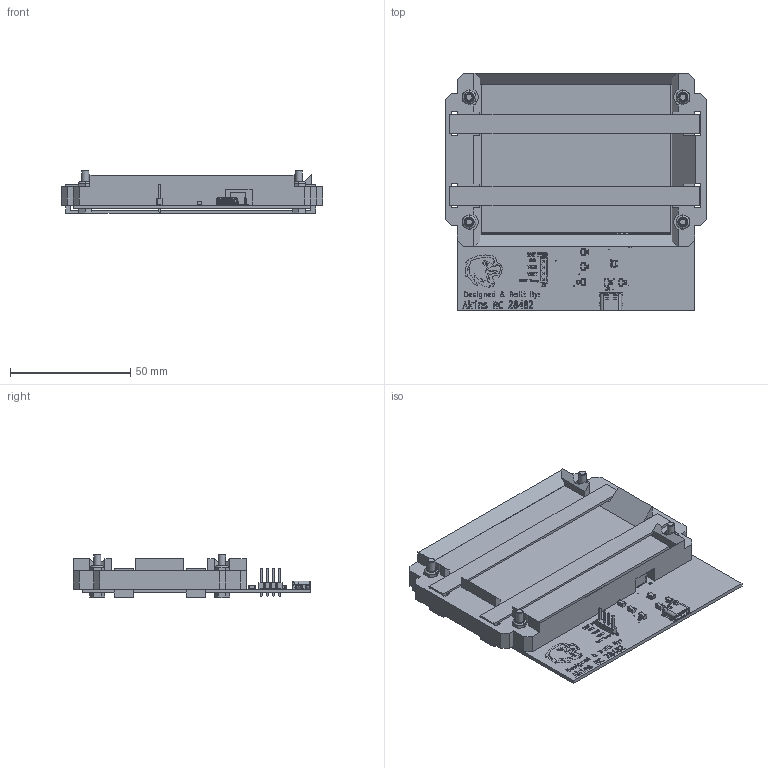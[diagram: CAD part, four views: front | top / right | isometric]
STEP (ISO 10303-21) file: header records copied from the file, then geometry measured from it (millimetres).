
FILE_DESCRIPTION(/* description */ ('STEP AP242 Edition 2','CAx-IF Rec.Pracs.---Representation and Presentation of Product Manufacturing Information (PMI)---4.0---2014-10-13','CAx-IF Rec.Pracs.---3D Tessellated Geometry---0.4---2014-09-14','2;1','CAx-IF Rec.Pracs.---User Defined Attributes---1.5---2016-08-15'),/* implementation_level */ '2;1');
FILE_NAME(/* name */ '692cfda25d2ae070ebc2a27b',/* time_stamp */ '2025-12-01T02:29:56Z',/* author */ (''),/* organization */ (''),/* preprocessor_version */ 'ST-DEVELOPER v20',/* originating_system */ 'ONSHAPE BY PTC INC, 1.207',/* authorisation */ ' ');
FILE_SCHEMA (('AP242_MANAGED_MODEL_BASED_3D_ENGINEERING_MIM_LF { 1 0 10303 442 3 1 4 }'));
Products named in the file (163): Full Assembly Fixed; REV-41-1360; REV-41-1361; Part 1; RevDriverhubBatteryCharger Fixed Label <1>; RevDriverhubBatteryCharger_silkscreen; MCP73831T-3ACI_OT (Charging unit); C_1206_3216Metric; USB_C_CUSTOM; RevDriverhubBatteryCharger_PCB; PinHeader_1x04_P2.54mm_Vertical; 009155003852006 (1) <1>; 00-9155-003-852-00X-STP-BM
Assembly tree (173 placements, depth 4):
  Full Assembly Fixed
    REV-41-1360  x4
    REV-41-1361  x4
    Part 1  x2
    Part 1
    Part 1
    RevDriverhubBatteryCharger Fixed Label <1>
      RevDriverhubBatteryCharger_silkscreen
      RevDriverhubBatteryCharger_silkscreen
      RevDriverhubBatteryCharger_silkscreen
      RevDriverhubBatteryCharger_silkscreen
      RevDriverhubBatteryCharger_silkscreen
      RevDriverhubBatteryCharger_silkscreen
      RevDriverhubBatteryCharger_silkscreen
      MCP73831T-3ACI_OT (Charging unit)
      RevDriverhubBatteryCharger_silkscreen
      RevDriverhubBatteryCharger_silkscreen
      RevDriverhubBatteryCharger_silkscreen
      RevDriverhubBatteryCharger_silkscreen
      RevDriverhubBatteryCharger_silkscreen
      RevDriverhubBatteryCharger_silkscreen
      RevDriverhubBatteryCharger_silkscreen
      RevDriverhubBatteryCharger_silkscreen
      RevDriverhubBatteryCharger_silkscreen
      RevDriverhubBatteryCharger_silkscreen
      RevDriverhubBatteryCharger_silkscreen
      RevDriverhubBatteryCharger_silkscreen
      RevDriverhubBatteryCharger_silkscreen
      RevDriverhubBatteryCharger_silkscreen
      RevDriverhubBatteryCharger_silkscreen
      RevDriverhubBatteryCharger_silkscreen
      MCP73831T-3ACI_OT (Charging unit)
      RevDriverhubBatteryCharger_silkscreen
      RevDriverhubBatteryCharger_silkscreen
      RevDriverhubBatteryCharger_silkscreen
      RevDriverhubBatteryCharger_silkscreen
      RevDriverhubBatteryCharger_silkscreen
      RevDriverhubBatteryCharger_silkscreen
      RevDriverhubBatteryCharger_silkscreen
      RevDriverhubBatteryCharger_silkscreen
      RevDriverhubBatteryCharger_silkscreen
      RevDriverhubBatteryCharger_silkscreen
      C_1206_3216Metric  x5
      RevDriverhubBatteryCharger_silkscreen
      RevDriverhubBatteryCharger_silkscreen
      RevDriverhubBatteryCharger_silkscreen
      RevDriverhubBatteryCharger_silkscreen
      USB_C_CUSTOM
      RevDriverhubBatteryCharger_silkscreen
      RevDriverhubBatteryCharger_silkscreen
      RevDriverhubBatteryCharger_silkscreen
      RevDriverhubBatteryCharger_silkscreen
      RevDriverhubBatteryCharger_silkscreen
      RevDriverhubBatteryCharger_silkscreen
      RevDriverhubBatteryCharger_silkscreen
      RevDriverhubBatteryCharger_silkscreen
      RevDriverhubBatteryCharger_silkscreen
      RevDriverhubBatteryCharger_silkscreen
      RevDriverhubBatteryCharger_silkscreen
      RevDriverhubBatteryCharger_silkscreen
Bounding box: 108.99 x 98.89 x 18 mm (x, y, z)
Volume: 78797.7 mm3; surface area: 55253.3 mm2
Topology: 36 solids, 171 shells, 1753 faces, 7448 edges, 5905 vertices
Faces by surface type: plane 1295, cylinder 342, cone 100, torus 16
Full cylindrical faces by diameter (mm): 0.3 x10, 0.5 x2, 0.65 x2, 0.9 x2, 1 x4, 2.459 x4, 3 x4, 3.352 x4, 3.4 x8
Entity records: 74698 total; most frequent: CARTESIAN_POINT 14265, DIRECTION 11219, ORIENTED_EDGE 10526, EDGE_CURVE 6802, LINE 5559, VECTOR 5559, VERTEX_POINT 5515, AXIS2_PLACEMENT_3D 2830
